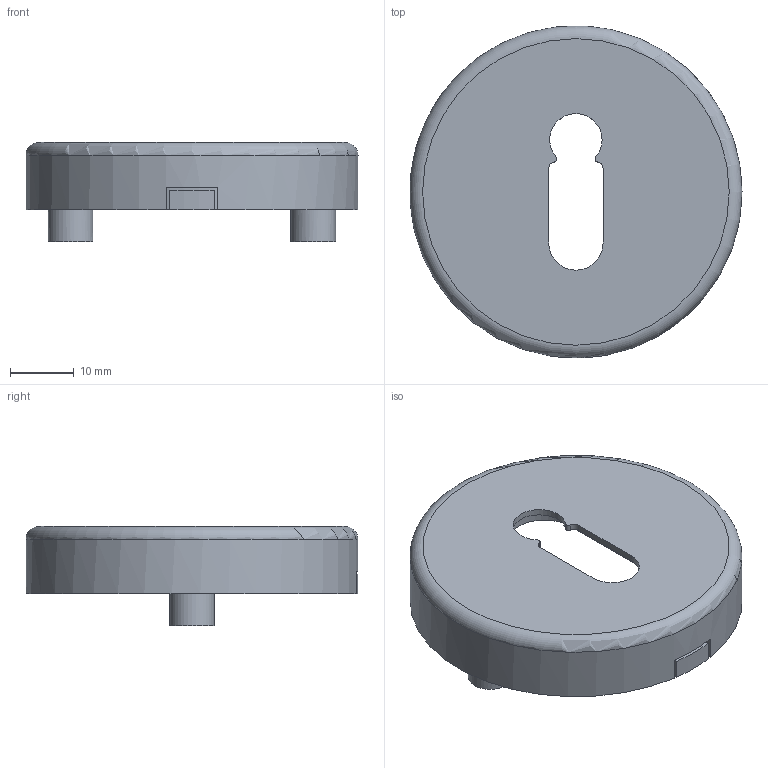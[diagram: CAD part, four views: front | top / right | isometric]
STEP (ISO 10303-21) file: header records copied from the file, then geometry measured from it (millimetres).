
FILE_DESCRIPTION (( 'STEP AP203' ), '1' );
FILE_NAME ('300-R.step', '2019-11-14T08:03:06', ( '' ), ( '' ), 'SwSTEP 2.0', 'SolidWorks 2015', '' );
FILE_SCHEMA (( 'CONFIG_CONTROL_DESIGN' ));
Length unit declared in the file: millimetre
Products named in the file (5): 30X-R Teil1; 30X-R Teil2_300-R Teil2; 30X-R Teil1_300-R Teil1; 30X-R Teil2; 300-R
Assembly tree (2 placements, depth 2):
  30X-R Teil1
  30X-R Teil2
  300-R
    30X-R Teil2_300-R Teil2
    30X-R Teil1_300-R Teil1
Bounding box: 51.97 x 51.97 x 15.5 mm (x, y, z)
Volume: 8082.2 mm3; surface area: 14090.4 mm2
Topology: 2 solids, 2 shells, 276 faces, 765 edges, 507 vertices
Faces by surface type: plane 136, bspline 85, cylinder 45, cone 7, torus 3
Full cylindrical faces by diameter (mm): 3.5 x2, 5.5 x2, 6.2 x2, 7 x2, 8 x2, 49.8 x1, 50 x1, 52 x1
Entity records: 13784 total; most frequent: CARTESIAN_POINT 6891, ORIENTED_EDGE 1462, DIRECTION 1069, EDGE_CURVE 731, VERTEX_POINT 494, VECTOR 425, LINE 425, EDGE_LOOP 331
